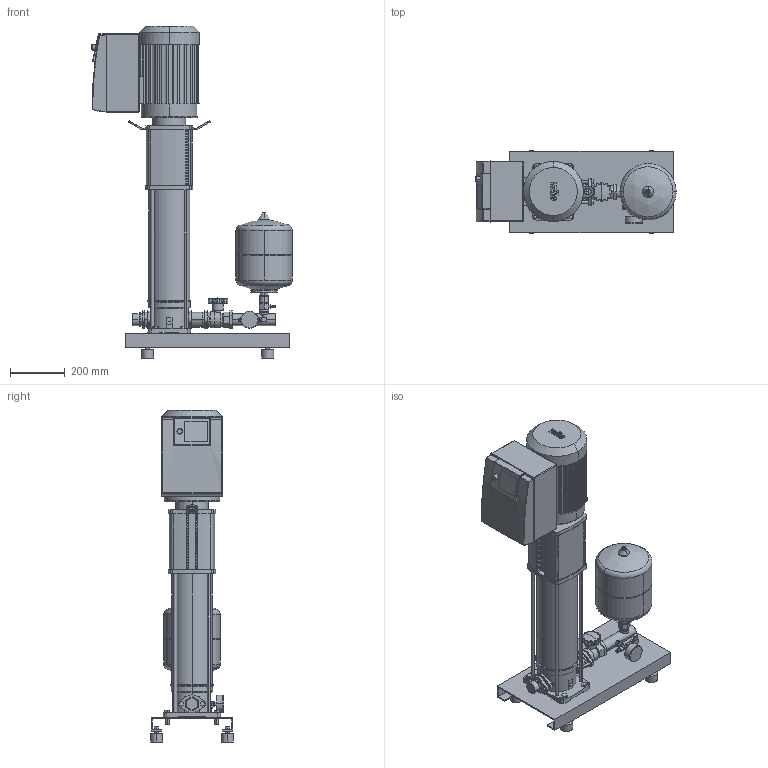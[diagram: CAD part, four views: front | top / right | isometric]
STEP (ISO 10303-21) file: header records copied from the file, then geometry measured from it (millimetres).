
FILE_DESCRIPTION((''),'2;1');
FILE_NAME('3d_SiBoostSmart1HelixVE611-2537630.stp','2015-08-24T10:47:18',(''),(''),'Mechanical Desktop 2009','Mechanical Desktop 2009',', , ');
FILE_SCHEMA(('CONFIG_CONTROL_DESIGN'));
Length unit declared in the file: millimetre
Products named in the file (1): Product
Bounding box: 734 x 304 x 1216.2 mm (x, y, z)
Volume: 44840072.1 mm3; surface area: 2814580.7 mm2
Topology: 50 solids, 50 shells, 1711 faces, 4424 edges, 2884 vertices
Faces by surface type: plane 745, bspline 446, cylinder 380, cone 74, torus 54, sphere 12
Entity records: 57239 total; most frequent: CARTESIAN_POINT 15429, ORIENTED_EDGE 8824, DIRECTION 8167, EDGE_CURVE 4412, VERTEX_POINT 2884, VECTOR 2867, LINE 2867, AXIS2_PLACEMENT_3D 2650
